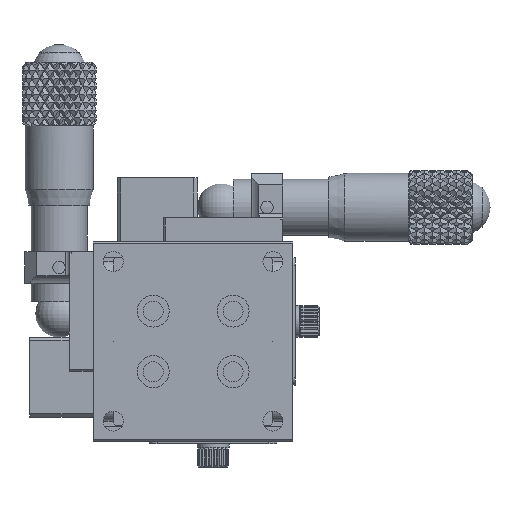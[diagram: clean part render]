
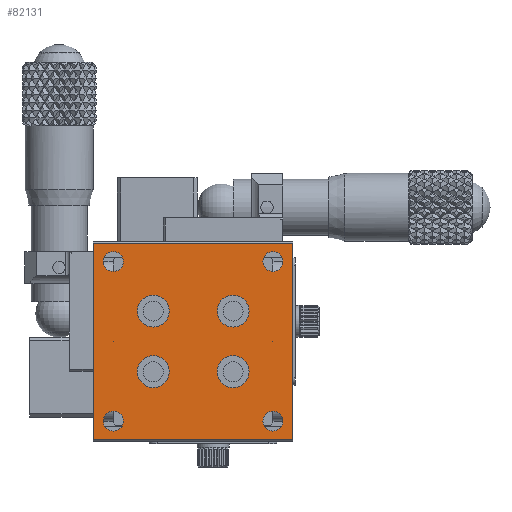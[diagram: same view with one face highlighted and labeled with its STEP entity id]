
A CAD part, front view. The second image highlights one B-rep face of the part: STEP entity #82131.
In plain terms, the highlighted planar face has unit normal (0, -1, 0).
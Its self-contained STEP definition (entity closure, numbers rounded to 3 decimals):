
#404 = FACE_BOUND ( 'NONE', #60074, .T. ) ;
#414 = CARTESIAN_POINT ( 'NONE',  ( 21.25, -30., -22.5 ) ) ;
#714 = EDGE_CURVE ( 'NONE', #14282, #14282, #60650, .T. ) ;
#1672 = LINE ( 'NONE', #88146, #72166 ) ;
#1936 = ORIENTED_EDGE ( 'NONE', *, *, #81741, .T. ) ;
#2094 = AXIS2_PLACEMENT_3D ( 'NONE', #35844, #57954, #78599 ) ;
#2498 = VERTEX_POINT ( 'NONE', #45764 ) ;
#4065 = EDGE_LOOP ( 'NONE', ( #4178 ) ) ;
#4178 = ORIENTED_EDGE ( 'NONE', *, *, #14116, .T. ) ;
#4339 = CIRCLE ( 'NONE', #52419, 2. ) ;
#4413 = AXIS2_PLACEMENT_3D ( 'NONE', #79054, #42906, #79516 ) ;
#4471 = CARTESIAN_POINT ( 'NONE',  ( 3.75, -30., -22.5 ) ) ;
#4624 = CARTESIAN_POINT ( 'NONE',  ( 25., -30., -0.2 ) ) ;
#5480 = CARTESIAN_POINT ( 'NONE',  ( 7.5, -30., -16.3 ) ) ;
#5604 = VERTEX_POINT ( 'NONE', #34311 ) ;
#6878 = DIRECTION ( 'NONE',  ( 0., 1., 0. ) ) ;
#7441 = FACE_BOUND ( 'NONE', #59621, .T. ) ;
#8479 = CARTESIAN_POINT ( 'NONE',  ( 7.5, -30., -8.7 ) ) ;
#8726 = EDGE_CURVE ( 'NONE', #2498, #2498, #86891, .T. ) ;
#8734 = VERTEX_POINT ( 'NONE', #53896 ) ;
#10314 = AXIS2_PLACEMENT_3D ( 'NONE', #23000, #58723, #81252 ) ;
#10968 = LINE ( 'NONE', #89479, #76761 ) ;
#11653 = LINE ( 'NONE', #4624, #31879 ) ;
#12132 = DIRECTION ( 'NONE',  ( 0., 0., 1. ) ) ;
#12718 = EDGE_CURVE ( 'NONE', #44912, #29507, #10968, .T. ) ;
#13585 = PLANE ( 'NONE',  #48216 ) ;
#13666 = CIRCLE ( 'NONE', #33218, 2. ) ;
#14116 = EDGE_CURVE ( 'NONE', #5604, #5604, #24384, .T. ) ;
#14282 = VERTEX_POINT ( 'NONE', #29325 ) ;
#15748 = ORIENTED_EDGE ( 'NONE', *, *, #8726, .T. ) ;
#16182 = CIRCLE ( 'NONE', #49239, 1.25 ) ;
#16814 = EDGE_LOOP ( 'NONE', ( #15748 ) ) ;
#18126 = CARTESIAN_POINT ( 'NONE',  ( 21.25, -30., -2.5 ) ) ;
#18977 = DIRECTION ( 'NONE',  ( -1., 0., 0. ) ) ;
#19048 = VERTEX_POINT ( 'NONE', #4471 ) ;
#23000 = CARTESIAN_POINT ( 'NONE',  ( 2.5, -30., -2.5 ) ) ;
#24384 = CIRCLE ( 'NONE', #39410, 2. ) ;
#25158 = ORIENTED_EDGE ( 'NONE', *, *, #12718, .T. ) ;
#25686 = EDGE_CURVE ( 'NONE', #58731, #58731, #16182, .T. ) ;
#27248 = FACE_BOUND ( 'NONE', #70870, .T. ) ;
#28885 = CARTESIAN_POINT ( 'NONE',  ( 2.5, -30., -22.5 ) ) ;
#29325 = CARTESIAN_POINT ( 'NONE',  ( 15.5, -30., -16.3 ) ) ;
#29507 = VERTEX_POINT ( 'NONE', #72020 ) ;
#30183 = EDGE_CURVE ( 'NONE', #32955, #44912, #11653, .T. ) ;
#31091 = CARTESIAN_POINT ( 'NONE',  ( 15.5, -30., -8.7 ) ) ;
#31841 = ORIENTED_EDGE ( 'NONE', *, *, #30183, .T. ) ;
#31879 = VECTOR ( 'NONE', #12132, 1000. ) ;
#31889 = DIRECTION ( 'NONE',  ( 0., -1., 0. ) ) ;
#32225 = CARTESIAN_POINT ( 'NONE',  ( 17.5, -30., -8.7 ) ) ;
#32955 = VERTEX_POINT ( 'NONE', #71257 ) ;
#33218 = AXIS2_PLACEMENT_3D ( 'NONE', #32225, #37430, #44960 ) ;
#34311 = CARTESIAN_POINT ( 'NONE',  ( 9.5, -30., -16.3 ) ) ;
#35340 = DIRECTION ( 'NONE',  ( 1., 0., 0. ) ) ;
#35844 = CARTESIAN_POINT ( 'NONE',  ( 17.5, -30., -16.3 ) ) ;
#36154 = FACE_BOUND ( 'NONE', #4065, .T. ) ;
#37194 = DIRECTION ( 'NONE',  ( 0., 1., 0. ) ) ;
#37407 = VERTEX_POINT ( 'NONE', #81430 ) ;
#37430 = DIRECTION ( 'NONE',  ( 0., 1., 0. ) ) ;
#38102 = ORIENTED_EDGE ( 'NONE', *, *, #54847, .T. ) ;
#38489 = DIRECTION ( 'NONE',  ( -1., 0., 0. ) ) ;
#39410 = AXIS2_PLACEMENT_3D ( 'NONE', #5480, #6878, #54918 ) ;
#39949 = ORIENTED_EDGE ( 'NONE', *, *, #714, .T. ) ;
#40451 = ORIENTED_EDGE ( 'NONE', *, *, #25686, .T. ) ;
#42581 = DIRECTION ( 'NONE',  ( 0., 1., 0. ) ) ;
#42906 = DIRECTION ( 'NONE',  ( 0., 1., 0. ) ) ;
#44912 = VERTEX_POINT ( 'NONE', #64537 ) ;
#44960 = DIRECTION ( 'NONE',  ( -1., 0., 0. ) ) ;
#45764 = CARTESIAN_POINT ( 'NONE',  ( 3.75, -30., -2.5 ) ) ;
#46519 = CIRCLE ( 'NONE', #4413, 1.25 ) ;
#46711 = EDGE_CURVE ( 'NONE', #73608, #73608, #46519, .T. ) ;
#48216 = AXIS2_PLACEMENT_3D ( 'NONE', #84136, #31889, #38489 ) ;
#49239 = AXIS2_PLACEMENT_3D ( 'NONE', #63265, #42581, #91892 ) ;
#49351 = FACE_BOUND ( 'NONE', #16814, .T. ) ;
#49482 = EDGE_CURVE ( 'NONE', #8734, #8734, #4339, .T. ) ;
#50710 = ORIENTED_EDGE ( 'NONE', *, *, #49482, .T. ) ;
#51796 = VERTEX_POINT ( 'NONE', #31091 ) ;
#52419 = AXIS2_PLACEMENT_3D ( 'NONE', #8479, #37194, #35340 ) ;
#53097 = EDGE_CURVE ( 'NONE', #19048, #19048, #66074, .T. ) ;
#53148 = ORIENTED_EDGE ( 'NONE', *, *, #87476, .T. ) ;
#53896 = CARTESIAN_POINT ( 'NONE',  ( 9.5, -30., -8.7 ) ) ;
#54306 = EDGE_LOOP ( 'NONE', ( #40451 ) ) ;
#54847 = EDGE_CURVE ( 'NONE', #29507, #37407, #1672, .T. ) ;
#54918 = DIRECTION ( 'NONE',  ( 1., 0., 0. ) ) ;
#56409 = FACE_BOUND ( 'NONE', #70214, .T. ) ;
#57954 = DIRECTION ( 'NONE',  ( 0., 1., 0. ) ) ;
#58223 = EDGE_LOOP ( 'NONE', ( #39949 ) ) ;
#58723 = DIRECTION ( 'NONE',  ( 0., 1., 0. ) ) ;
#58731 = VERTEX_POINT ( 'NONE', #414 ) ;
#59621 = EDGE_LOOP ( 'NONE', ( #63469 ) ) ;
#60074 = EDGE_LOOP ( 'NONE', ( #62274 ) ) ;
#60650 = CIRCLE ( 'NONE', #2094, 2. ) ;
#60846 = CARTESIAN_POINT ( 'NONE',  ( 0., -30., -24.8 ) ) ;
#62274 = ORIENTED_EDGE ( 'NONE', *, *, #53097, .T. ) ;
#62819 = DIRECTION ( 'NONE',  ( 1., 0., 0. ) ) ;
#63265 = CARTESIAN_POINT ( 'NONE',  ( 22.5, -30., -22.5 ) ) ;
#63469 = ORIENTED_EDGE ( 'NONE', *, *, #46711, .T. ) ;
#64537 = CARTESIAN_POINT ( 'NONE',  ( 25., -30., -0.2 ) ) ;
#64825 = FACE_BOUND ( 'NONE', #54306, .T. ) ;
#66074 = CIRCLE ( 'NONE', #81113, 1.25 ) ;
#68795 = LINE ( 'NONE', #60846, #84014 ) ;
#70214 = EDGE_LOOP ( 'NONE', ( #50710 ) ) ;
#70870 = EDGE_LOOP ( 'NONE', ( #53148 ) ) ;
#71257 = CARTESIAN_POINT ( 'NONE',  ( 25., -30., -24.8 ) ) ;
#72020 = CARTESIAN_POINT ( 'NONE',  ( 0., -30., -0.2 ) ) ;
#72166 = VECTOR ( 'NONE', #87229, 1000. ) ;
#73608 = VERTEX_POINT ( 'NONE', #18126 ) ;
#76761 = VECTOR ( 'NONE', #18977, 1000. ) ;
#77295 = EDGE_LOOP ( 'NONE', ( #38102, #1936, #31841, #25158 ) ) ;
#77321 = DIRECTION ( 'NONE',  ( 0., 1., 0. ) ) ;
#77992 = FACE_BOUND ( 'NONE', #58223, .T. ) ;
#78599 = DIRECTION ( 'NONE',  ( -1., 0., 0. ) ) ;
#79054 = CARTESIAN_POINT ( 'NONE',  ( 22.5, -30., -2.5 ) ) ;
#79516 = DIRECTION ( 'NONE',  ( -1., 0., 0. ) ) ;
#81113 = AXIS2_PLACEMENT_3D ( 'NONE', #28885, #77321, #62819 ) ;
#81252 = DIRECTION ( 'NONE',  ( 1., 0., 0. ) ) ;
#81430 = CARTESIAN_POINT ( 'NONE',  ( 0., -30., -24.8 ) ) ;
#81741 = EDGE_CURVE ( 'NONE', #37407, #32955, #68795, .T. ) ;
#82131 = ADVANCED_FACE ( 'NONE', ( #91606, #7441, #49351, #27248, #56409, #77992, #36154, #64825, #404 ), #13585, .T. ) ;
#84014 = VECTOR ( 'NONE', #89459, 1000. ) ;
#84136 = CARTESIAN_POINT ( 'NONE',  ( 0., -30., -0.2 ) ) ;
#86891 = CIRCLE ( 'NONE', #10314, 1.25 ) ;
#87229 = DIRECTION ( 'NONE',  ( 0., 0., -1. ) ) ;
#87476 = EDGE_CURVE ( 'NONE', #51796, #51796, #13666, .T. ) ;
#88146 = CARTESIAN_POINT ( 'NONE',  ( 0., -30., -0.2 ) ) ;
#89459 = DIRECTION ( 'NONE',  ( 1., 0., 0. ) ) ;
#89479 = CARTESIAN_POINT ( 'NONE',  ( 0., -30., -0.2 ) ) ;
#91606 = FACE_OUTER_BOUND ( 'NONE', #77295, .T. ) ;
#91892 = DIRECTION ( 'NONE',  ( -1., 0., 0. ) ) ;
